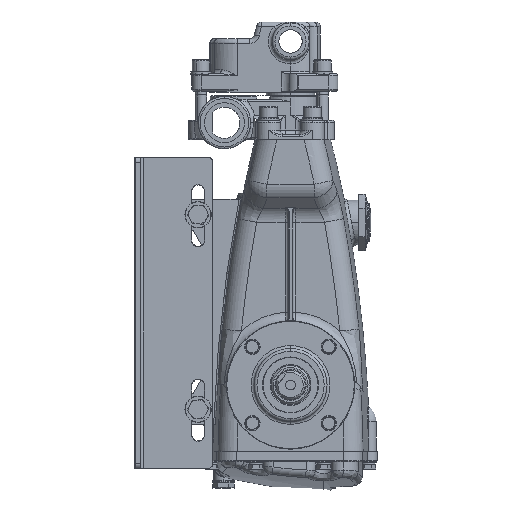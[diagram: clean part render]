
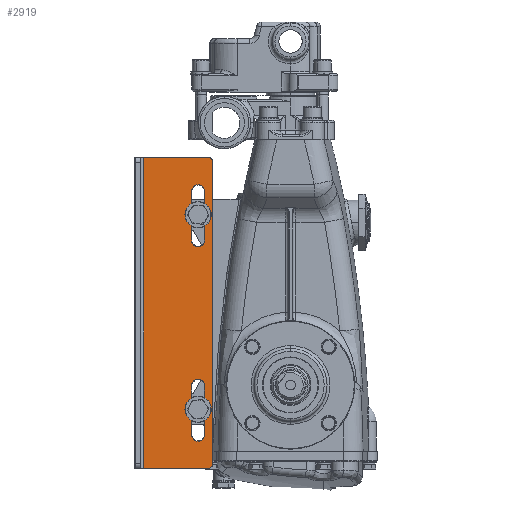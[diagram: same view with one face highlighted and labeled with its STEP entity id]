
A CAD part, left-side view. The second image highlights one B-rep face of the part: STEP entity #2919.
In plain terms, the highlighted planar face has unit normal (-1, 0, 0).
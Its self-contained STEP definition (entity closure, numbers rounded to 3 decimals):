
#2648 = VERTEX_POINT ( 'NONE', #37406 ) ;
#2659 = EDGE_CURVE ( 'NONE', #2765, #2648, #37375, .T. ) ;
#2729 = VERTEX_POINT ( 'NONE', #37721 ) ;
#2741 = EDGE_CURVE ( 'NONE', #2648, #2729, #37671, .T. ) ;
#2765 = VERTEX_POINT ( 'NONE', #37881 ) ;
#2774 = EDGE_CURVE ( 'NONE', #116405, #2765, #37864, .T. ) ;
#2800 = ORIENTED_EDGE ( 'NONE', *, *, #2913, .T. ) ;
#2805 = ORIENTED_EDGE ( 'NONE', *, *, #2774, .T. ) ;
#2809 = ORIENTED_EDGE ( 'NONE', *, *, #2659, .T. ) ;
#2814 = ORIENTED_EDGE ( 'NONE', *, *, #2741, .T. ) ;
#2816 = EDGE_LOOP ( 'NONE', ( #2957, #2967, #2975, #2864 ) ) ;
#2860 = EDGE_CURVE ( 'NONE', #2972, #2862, #38441, .T. ) ;
#2862 = VERTEX_POINT ( 'NONE', #38426 ) ;
#2864 = ORIENTED_EDGE ( 'NONE', *, *, #2868, .T. ) ;
#2868 = EDGE_CURVE ( 'NONE', #2862, #2961, #38425, .T. ) ;
#2869 = EDGE_LOOP ( 'NONE', ( #2874, #2878, #3008, #3011, #3019, #2939 ) ) ;
#2874 = ORIENTED_EDGE ( 'NONE', *, *, #116393, .T. ) ;
#2878 = ORIENTED_EDGE ( 'NONE', *, *, #116340, .T. ) ;
#2913 = EDGE_CURVE ( 'NONE', #2729, #116405, #38555, .T. ) ;
#2919 = ADVANCED_FACE ( 'NONE', ( #38553, #38575, #38574 ), #38618, .F. ) ;
#2920 = EDGE_LOOP ( 'NONE', ( #2800, #2805, #2809, #2814 ) ) ;
#2935 = EDGE_CURVE ( 'NONE', #3015, #69593, #38608, .T. ) ;
#2939 = ORIENTED_EDGE ( 'NONE', *, *, #69591, .T. ) ;
#2957 = ORIENTED_EDGE ( 'NONE', *, *, #2960, .T. ) ;
#2960 = EDGE_CURVE ( 'NONE', #2961, #2964, #38688, .T. ) ;
#2961 = VERTEX_POINT ( 'NONE', #38680 ) ;
#2964 = VERTEX_POINT ( 'NONE', #38864 ) ;
#2967 = ORIENTED_EDGE ( 'NONE', *, *, #2969, .T. ) ;
#2969 = EDGE_CURVE ( 'NONE', #2964, #2972, #38859, .T. ) ;
#2972 = VERTEX_POINT ( 'NONE', #38840 ) ;
#2975 = ORIENTED_EDGE ( 'NONE', *, *, #2860, .T. ) ;
#3008 = ORIENTED_EDGE ( 'NONE', *, *, #69500, .T. ) ;
#3011 = ORIENTED_EDGE ( 'NONE', *, *, #3013, .T. ) ;
#3013 = EDGE_CURVE ( 'NONE', #69497, #3015, #39092, .T. ) ;
#3015 = VERTEX_POINT ( 'NONE', #39084 ) ;
#3019 = ORIENTED_EDGE ( 'NONE', *, *, #2935, .T. ) ;
#37369 = DIRECTION ( 'NONE',  ( 0., 1., 0. ) ) ;
#37371 = DIRECTION ( 'NONE',  ( 1., 0., 0. ) ) ;
#37373 = AXIS2_PLACEMENT_3D ( 'NONE', #37386, #37371, #37369 ) ;
#37375 = CIRCLE ( 'NONE', #37373, 6.8 ) ;
#37386 = CARTESIAN_POINT ( 'NONE',  ( -85.155, 95., -1. ) ) ;
#37406 = CARTESIAN_POINT ( 'NONE',  ( -85.155, 88.2, -1. ) ) ;
#37666 = DIRECTION ( 'NONE',  ( 0., 0., -1. ) ) ;
#37667 = VECTOR ( 'NONE', #37666, 1000. ) ;
#37670 = CARTESIAN_POINT ( 'NONE',  ( -85.155, 88.2, -51. ) ) ;
#37671 = LINE ( 'NONE', #37670, #37667 ) ;
#37721 = CARTESIAN_POINT ( 'NONE',  ( -85.155, 88.2, -51. ) ) ;
#37860 = DIRECTION ( 'NONE',  ( 0., 0., 1. ) ) ;
#37861 = VECTOR ( 'NONE', #37860, 1000. ) ;
#37863 = CARTESIAN_POINT ( 'NONE',  ( -85.155, 101.8, -1. ) ) ;
#37864 = LINE ( 'NONE', #37863, #37861 ) ;
#37881 = CARTESIAN_POINT ( 'NONE',  ( -85.155, 101.8, -1. ) ) ;
#38425 = CIRCLE ( 'NONE', #38445, 6.8 ) ;
#38426 = CARTESIAN_POINT ( 'NONE',  ( -85.155, 88.2, 149. ) ) ;
#38438 = DIRECTION ( 'NONE',  ( 0., 0., -1. ) ) ;
#38439 = VECTOR ( 'NONE', #38438, 1000. ) ;
#38440 = CARTESIAN_POINT ( 'NONE',  ( -85.155, 88.2, 234. ) ) ;
#38441 = LINE ( 'NONE', #38440, #38439 ) ;
#38442 = DIRECTION ( 'NONE',  ( 0., 1., 0. ) ) ;
#38443 = DIRECTION ( 'NONE',  ( 1., 0., 0. ) ) ;
#38444 = CARTESIAN_POINT ( 'NONE',  ( -85.155, 95., 149. ) ) ;
#38445 = AXIS2_PLACEMENT_3D ( 'NONE', #38444, #38443, #38442 ) ;
#38551 = CARTESIAN_POINT ( 'NONE',  ( -85.155, 95., -51. ) ) ;
#38552 = AXIS2_PLACEMENT_3D ( 'NONE', #38551, #38577, #38576 ) ;
#38553 = FACE_BOUND ( 'NONE', #2920, .T. ) ;
#38555 = CIRCLE ( 'NONE', #38552, 6.8 ) ;
#38574 = FACE_OUTER_BOUND ( 'NONE', #2869, .T. ) ;
#38575 = FACE_BOUND ( 'NONE', #2816, .T. ) ;
#38576 = DIRECTION ( 'NONE',  ( 0., 1., 0. ) ) ;
#38577 = DIRECTION ( 'NONE',  ( 1., 0., 0. ) ) ;
#38604 = DIRECTION ( 'NONE',  ( 0., 1., 0. ) ) ;
#38605 = DIRECTION ( 'NONE',  ( -1., 0., 0. ) ) ;
#38606 = CARTESIAN_POINT ( 'NONE',  ( -85.155, 85., -81. ) ) ;
#38607 = AXIS2_PLACEMENT_3D ( 'NONE', #38606, #38605, #38604 ) ;
#38608 = CIRCLE ( 'NONE', #38607, 4.7 ) ;
#38613 = DIRECTION ( 'NONE',  ( 0., 1., 0. ) ) ;
#38614 = DIRECTION ( 'NONE',  ( 1., 0., 0. ) ) ;
#38615 = CARTESIAN_POINT ( 'NONE',  ( -85.155, 154., 234. ) ) ;
#38616 = AXIS2_PLACEMENT_3D ( 'NONE', #38615, #38614, #38613 ) ;
#38618 = PLANE ( 'NONE',  #38616 ) ;
#38680 = CARTESIAN_POINT ( 'NONE',  ( -85.155, 101.8, 149. ) ) ;
#38681 = DIRECTION ( 'NONE',  ( 0., 0., 1. ) ) ;
#38682 = VECTOR ( 'NONE', #38681, 1000. ) ;
#38683 = CARTESIAN_POINT ( 'NONE',  ( -85.155, 101.8, 234. ) ) ;
#38688 = LINE ( 'NONE', #38683, #38682 ) ;
#38840 = CARTESIAN_POINT ( 'NONE',  ( -85.155, 88.2, 199. ) ) ;
#38853 = DIRECTION ( 'NONE',  ( 0., 1., 0. ) ) ;
#38854 = DIRECTION ( 'NONE',  ( 1., 0., 0. ) ) ;
#38855 = CARTESIAN_POINT ( 'NONE',  ( -85.155, 95., 199. ) ) ;
#38857 = AXIS2_PLACEMENT_3D ( 'NONE', #38855, #38854, #38853 ) ;
#38859 = CIRCLE ( 'NONE', #38857, 6.8 ) ;
#38864 = CARTESIAN_POINT ( 'NONE',  ( -85.155, 101.8, 199. ) ) ;
#39084 = CARTESIAN_POINT ( 'NONE',  ( -85.155, 85., -85.7 ) ) ;
#39087 = DIRECTION ( 'NONE',  ( 0., -1., 0. ) ) ;
#39088 = VECTOR ( 'NONE', #39087, 1000. ) ;
#39091 = CARTESIAN_POINT ( 'NONE',  ( -85.155, 85., -85.7 ) ) ;
#39092 = LINE ( 'NONE', #39091, #39088 ) ;
#69484 = VERTEX_POINT ( 'NONE', #85097 ) ;
#69497 = VERTEX_POINT ( 'NONE', #85193 ) ;
#69500 = EDGE_CURVE ( 'NONE', #69502, #69497, #85450, .T. ) ;
#69502 = VERTEX_POINT ( 'NONE', #85445 ) ;
#69591 = EDGE_CURVE ( 'NONE', #69593, #69484, #87180, .T. ) ;
#69593 = VERTEX_POINT ( 'NONE', #87171 ) ;
#85015 = CARTESIAN_POINT ( 'NONE',  ( -85.155, 85., 233.7 ) ) ;
#85018 = DIRECTION ( 'NONE',  ( 0., 1., 0. ) ) ;
#85020 = VECTOR ( 'NONE', #85018, 1000. ) ;
#85022 = CARTESIAN_POINT ( 'NONE',  ( -85.155, 154., 233.7 ) ) ;
#85024 = LINE ( 'NONE', #85022, #85020 ) ;
#85097 = CARTESIAN_POINT ( 'NONE',  ( -85.155, 80.3, 229. ) ) ;
#85193 = CARTESIAN_POINT ( 'NONE',  ( -85.155, 151., -85.7 ) ) ;
#85445 = CARTESIAN_POINT ( 'NONE',  ( -85.155, 151., 233.7 ) ) ;
#85446 = DIRECTION ( 'NONE',  ( 0., 0., -1. ) ) ;
#85447 = VECTOR ( 'NONE', #85446, 1000. ) ;
#85448 = CARTESIAN_POINT ( 'NONE',  ( -85.155, 151., -86. ) ) ;
#85450 = LINE ( 'NONE', #85448, #85447 ) ;
#85670 = DIRECTION ( 'NONE',  ( 0., 1., 0. ) ) ;
#85674 = DIRECTION ( 'NONE',  ( -1., 0., 0. ) ) ;
#85677 = CARTESIAN_POINT ( 'NONE',  ( -85.155, 85., 229. ) ) ;
#85679 = AXIS2_PLACEMENT_3D ( 'NONE', #85677, #85674, #85670 ) ;
#85699 = CIRCLE ( 'NONE', #85679, 4.7 ) ;
#85751 = CARTESIAN_POINT ( 'NONE',  ( -85.155, 101.8, -51. ) ) ;
#87171 = CARTESIAN_POINT ( 'NONE',  ( -85.155, 80.3, -81. ) ) ;
#87174 = DIRECTION ( 'NONE',  ( 0., 0., 1. ) ) ;
#87176 = VECTOR ( 'NONE', #87174, 1000. ) ;
#87178 = CARTESIAN_POINT ( 'NONE',  ( -85.155, 80.3, 234. ) ) ;
#87180 = LINE ( 'NONE', #87178, #87176 ) ;
#116340 = EDGE_CURVE ( 'NONE', #116341, #69502, #85024, .T. ) ;
#116341 = VERTEX_POINT ( 'NONE', #85015 ) ;
#116393 = EDGE_CURVE ( 'NONE', #69484, #116341, #85699, .T. ) ;
#116405 = VERTEX_POINT ( 'NONE', #85751 ) ;
